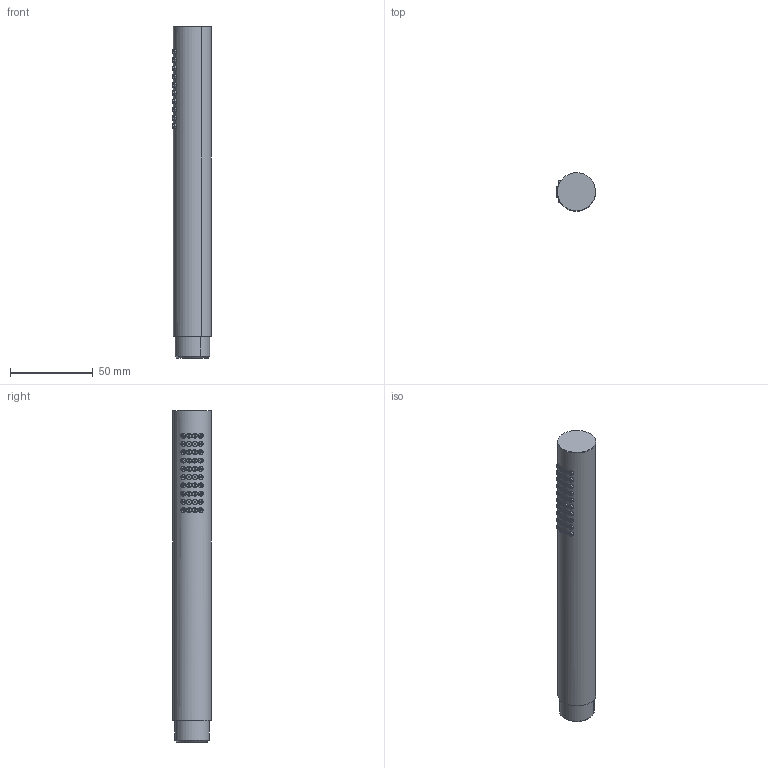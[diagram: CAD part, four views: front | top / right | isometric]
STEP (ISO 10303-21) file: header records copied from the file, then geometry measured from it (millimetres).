
FILE_DESCRIPTION(('CATIA V5 STEP Exchange'),'2;1');
FILE_NAME('DS 01446 0 Doccetta tubolare.stp','2018-11-19T08:21:41+00:00',('none'),('none'),'Version 5-6 Release 2013','CATIA V5 STEP AP203','none');
FILE_SCHEMA(('CONFIG_CONTROL_DESIGN'));
Length unit declared in the file: millimetre
Products named in the file (1): DS 01446 0
Bounding box: 23.5 x 22.99 x 200.4 mm (x, y, z)
Volume: 79494.6 mm3; surface area: 19761.7 mm2
Topology: 42 solids, 42 shells, 376 faces, 748 edges, 498 vertices
Faces by surface type: cylinder 248, plane 126, cone 2
Entity records: 9255 total; most frequent: CARTESIAN_POINT 2383, ORIENTED_EDGE 1496, DIRECTION 940, EDGE_CURVE 748, AXIS2_PLACEMENT_3D 555, EDGE_LOOP 498, VERTEX_POINT 498, CIRCLE 418
